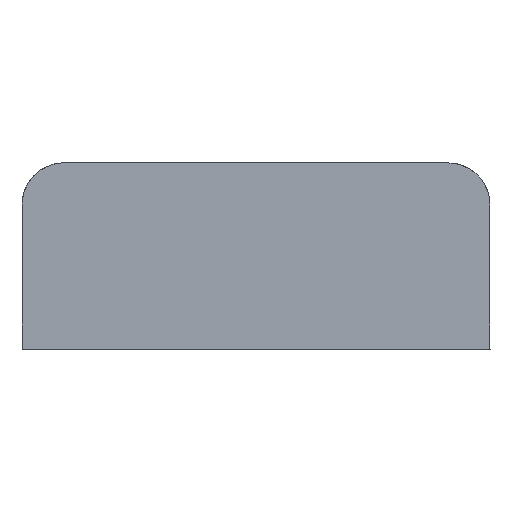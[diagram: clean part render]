
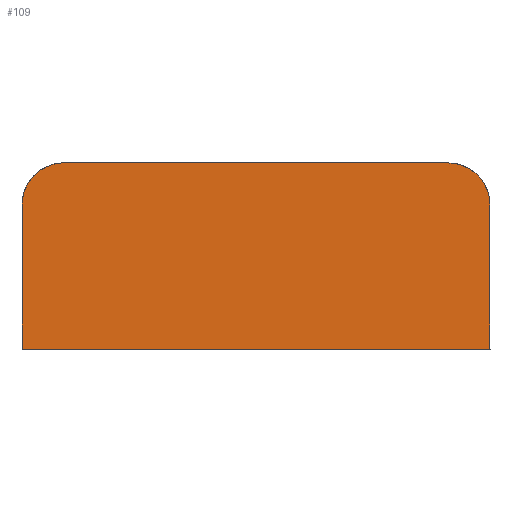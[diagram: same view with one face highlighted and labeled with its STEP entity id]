
A CAD part, left-side view. The second image highlights one B-rep face of the part: STEP entity #109.
In plain terms, the highlighted free-form (B-spline) face has degree [1, 1] with [2, 2] control points.
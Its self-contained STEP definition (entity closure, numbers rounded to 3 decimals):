
#3 = CARTESIAN_POINT ( 'NONE',  ( -1000., 2952.49, 1445.268 ) ) ;
#4 = CARTESIAN_POINT ( 'NONE',  ( -1000., 2350.132, 1569.914 ) ) ;
#6 = CARTESIAN_POINT ( 'NONE',  ( -1000., 2300.132, 1519.914 ) ) ;
#12 = EDGE_CURVE ( 'NONE', #152, #53, #288, .T. ) ;
#15 = ORIENTED_EDGE ( 'NONE', *, *, #168, .F. ) ;
#23 = VERTEX_POINT ( 'NONE', #103 ) ;
#26 = CARTESIAN_POINT ( 'NONE',  ( -1000., 2484.313, 1349.912 ) ) ;
#30 = CARTESIAN_POINT ( 'NONE',  ( -1000., 2852.674, 1519.914 ) ) ;
#34 = CARTESIAN_POINT ( 'NONE',  ( -1000., 2852.674, 1463.247 ) ) ;
#35 = ORIENTED_EDGE ( 'NONE', *, *, #280, .F. ) ;
#40 = CARTESIAN_POINT ( 'NONE',  ( -1000., 2350.132, 1569.914 ) ) ;
#44 = B_SPLINE_CURVE_WITH_KNOTS ( 'NONE', 3,
 ( #329, #26, #332, #188 ),
 .UNSPECIFIED., .F., .F.,
 ( 4, 4 ),
 ( 0., 1. ),
 .UNSPECIFIED. ) ;
#47 = CARTESIAN_POINT ( 'NONE',  ( -1000., 2852.674, 1519.914 ) ) ;
#53 = VERTEX_POINT ( 'NONE', #326 ) ;
#56 = CARTESIAN_POINT ( 'NONE',  ( -1000., 2802.674, 1569.914 ) ) ;
#57 = B_SPLINE_CURVE_WITH_KNOTS ( 'NONE', 3,
 ( #56, #247, #218, #4 ),
 .UNSPECIFIED., .F., .F.,
 ( 4, 4 ),
 ( 0., 1. ),
 .UNSPECIFIED. ) ;
#62 = CARTESIAN_POINT ( 'NONE',  ( -1000., 2300.132, 1406.579 ) ) ;
#69 = CARTESIAN_POINT ( 'NONE',  ( -1000., 2852.674, 1349.912 ) ) ;
#81 =( BOUNDED_CURVE ( )  B_SPLINE_CURVE ( 3, ( #246, #110, #111, #300 ),
 .UNSPECIFIED., .F., .T. ) 
 B_SPLINE_CURVE_WITH_KNOTS ( ( 4, 4 ),
 ( -1.571, 0. ),
 .UNSPECIFIED. ) 
 CURVE ( )  GEOMETRIC_REPRESENTATION_ITEM ( )  RATIONAL_B_SPLINE_CURVE ( ( 1., 0.805, 0.805, 1. ) ) 
 REPRESENTATION_ITEM ( '' )  );
#88 = CARTESIAN_POINT ( 'NONE',  ( -1000., 2852.674, 1519.914 ) ) ;
#102 = EDGE_CURVE ( 'NONE', #324, #198, #81, .T. ) ;
#103 = CARTESIAN_POINT ( 'NONE',  ( -1000., 2852.674, 1349.912 ) ) ;
#104 = B_SPLINE_CURVE_WITH_KNOTS ( 'NONE', 3,
 ( #249, #142, #62, #171 ),
 .UNSPECIFIED., .F., .F.,
 ( 4, 4 ),
 ( 0., 1. ),
 .UNSPECIFIED. ) ;
#109 = ADVANCED_FACE ( 'NONE', ( #159 ), #243, .F. ) ;
#110 = CARTESIAN_POINT ( 'NONE',  ( -1000., 2320.843, 1569.914 ) ) ;
#111 = CARTESIAN_POINT ( 'NONE',  ( -1000., 2300.132, 1549.203 ) ) ;
#114 = EDGE_LOOP ( 'NONE', ( #15, #328, #206, #315, #253, #35 ) ) ;
#115 = CARTESIAN_POINT ( 'NONE',  ( -1000., 2852.674, 1406.579 ) ) ;
#122 = CARTESIAN_POINT ( 'NONE',  ( -1000., 2802.674, 1569.914 ) ) ;
#125 = CARTESIAN_POINT ( 'NONE',  ( -1000., 2852.674, 1549.203 ) ) ;
#128 = CARTESIAN_POINT ( 'NONE',  ( -1000., 2831.963, 1569.914 ) ) ;
#137 = CARTESIAN_POINT ( 'NONE',  ( -1000., 2576.403, 1069.181 ) ) ;
#142 = CARTESIAN_POINT ( 'NONE',  ( -1000., 2300.132, 1463.247 ) ) ;
#152 = VERTEX_POINT ( 'NONE', #30 ) ;
#159 = FACE_OUTER_BOUND ( 'NONE', #114, .T. ) ;
#162 = EDGE_CURVE ( 'NONE', #53, #324, #57, .T. ) ;
#168 = EDGE_CURVE ( 'NONE', #214, #23, #44, .T. ) ;
#171 = CARTESIAN_POINT ( 'NONE',  ( -1000., 2300.132, 1349.912 ) ) ;
#188 = CARTESIAN_POINT ( 'NONE',  ( -1000., 2852.674, 1349.912 ) ) ;
#198 = VERTEX_POINT ( 'NONE', #6 ) ;
#206 = ORIENTED_EDGE ( 'NONE', *, *, #102, .F. ) ;
#214 = VERTEX_POINT ( 'NONE', #330 ) ;
#218 = CARTESIAN_POINT ( 'NONE',  ( -1000., 2500.979, 1569.914 ) ) ;
#223 = CARTESIAN_POINT ( 'NONE',  ( -1000., 2576.403, 1821.355 ) ) ;
#243 = B_SPLINE_SURFACE_WITH_KNOTS ( 'NONE', 1, 1, ( 
 ( #137, #276 ),
 ( #3, #223 ) ),
 .UNSPECIFIED., .F., .F., .F.,
 ( 2, 2 ),
 ( 2, 2 ),
 ( 0., 1. ),
 ( 0., 1. ),
 .UNSPECIFIED. ) ;
#246 = CARTESIAN_POINT ( 'NONE',  ( -1000., 2350.132, 1569.914 ) ) ;
#247 = CARTESIAN_POINT ( 'NONE',  ( -1000., 2651.826, 1569.914 ) ) ;
#249 = CARTESIAN_POINT ( 'NONE',  ( -1000., 2300.132, 1519.914 ) ) ;
#253 = ORIENTED_EDGE ( 'NONE', *, *, #12, .F. ) ;
#255 = EDGE_CURVE ( 'NONE', #198, #214, #104, .T. ) ;
#268 = B_SPLINE_CURVE_WITH_KNOTS ( 'NONE', 3,
 ( #69, #115, #34, #88 ),
 .UNSPECIFIED., .F., .F.,
 ( 4, 4 ),
 ( 0., 1. ),
 .UNSPECIFIED. ) ;
#276 = CARTESIAN_POINT ( 'NONE',  ( -1000., 2200.316, 1445.268 ) ) ;
#280 = EDGE_CURVE ( 'NONE', #23, #152, #268, .T. ) ;
#288 =( BOUNDED_CURVE ( )  B_SPLINE_CURVE ( 3, ( #47, #125, #128, #122 ),
 .UNSPECIFIED., .F., .T. ) 
 B_SPLINE_CURVE_WITH_KNOTS ( ( 4, 4 ),
 ( -1.571, 0. ),
 .UNSPECIFIED. ) 
 CURVE ( )  GEOMETRIC_REPRESENTATION_ITEM ( )  RATIONAL_B_SPLINE_CURVE ( ( 1., 0.805, 0.805, 1. ) ) 
 REPRESENTATION_ITEM ( '' )  );
#300 = CARTESIAN_POINT ( 'NONE',  ( -1000., 2300.132, 1519.914 ) ) ;
#315 = ORIENTED_EDGE ( 'NONE', *, *, #162, .F. ) ;
#324 = VERTEX_POINT ( 'NONE', #40 ) ;
#326 = CARTESIAN_POINT ( 'NONE',  ( -1000., 2802.674, 1569.914 ) ) ;
#328 = ORIENTED_EDGE ( 'NONE', *, *, #255, .F. ) ;
#329 = CARTESIAN_POINT ( 'NONE',  ( -1000., 2300.132, 1349.912 ) ) ;
#330 = CARTESIAN_POINT ( 'NONE',  ( -1000., 2300.132, 1349.912 ) ) ;
#332 = CARTESIAN_POINT ( 'NONE',  ( -1000., 2668.493, 1349.912 ) ) ;
